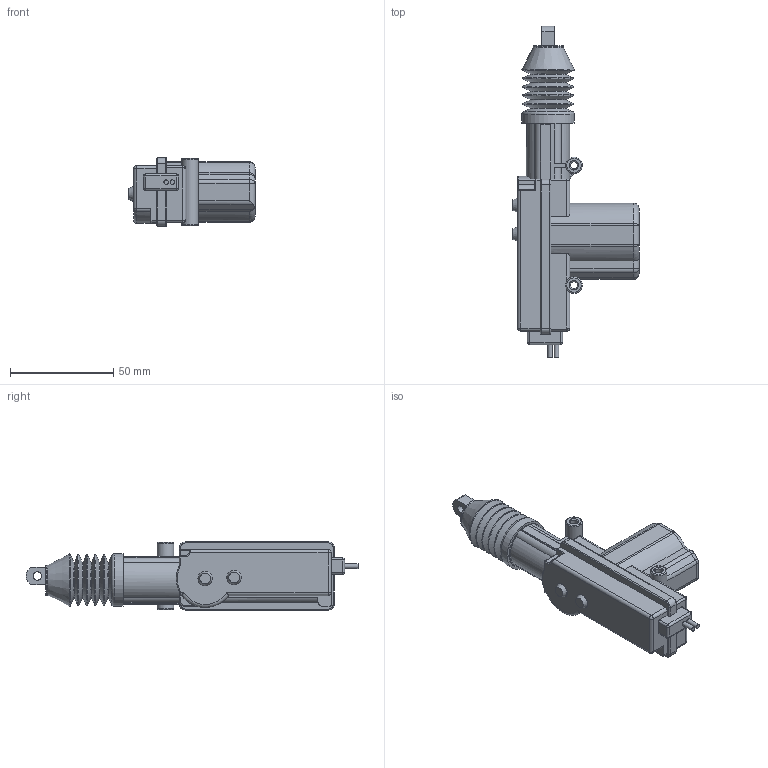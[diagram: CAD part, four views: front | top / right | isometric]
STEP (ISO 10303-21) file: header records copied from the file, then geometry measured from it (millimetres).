
FILE_DESCRIPTION(/* description */ (''),/* implementation_level */ '2;1');
FILE_NAME(/* name */ 'Link PDL-03-2P Power Door Lock Motor.stp',/* time_stamp */ '2023-04-18T15:59:19-04:00',/* author */ ('bcasto'),/* organization */ (''),/* preprocessor_version */ 'ST-DEVELOPER v18.1',/* originating_system */ 'Autodesk Inventor 2022',/* authorisation */ '');
FILE_SCHEMA (('AUTOMOTIVE_DESIGN { 1 0 10303 214 3 1 1 }'));
Length unit declared in the file: inch
Products named in the file (1): Link PDL-03-2P Power Door Lock Motor
Bounding box: 61.01 x 160.75 x 33 mm (x, y, z)
Volume: 97380.9 mm3; surface area: 31137.3 mm2
Topology: 7 solids, 7 shells, 331 faces, 822 edges, 510 vertices
Faces by surface type: cylinder 121, plane 113, torus 49, cone 30, sphere 14, bspline 4
Full cylindrical faces by diameter (mm): 2.25 x2, 3.5 x2, 4 x1, 6.778 x1, 7 x2, 8 x2, 11.335 x1, 12.5 x1, 14.5 x2, 21.5 x2, 23 x1, 23.5 x1, 25.5 x1
Entity records: 10444 total; most frequent: CARTESIAN_POINT 2307, DIRECTION 1801, ORIENTED_EDGE 1640, EDGE_CURVE 820, AXIS2_PLACEMENT_3D 715, VERTEX_POINT 510, LINE 371, VECTOR 371
